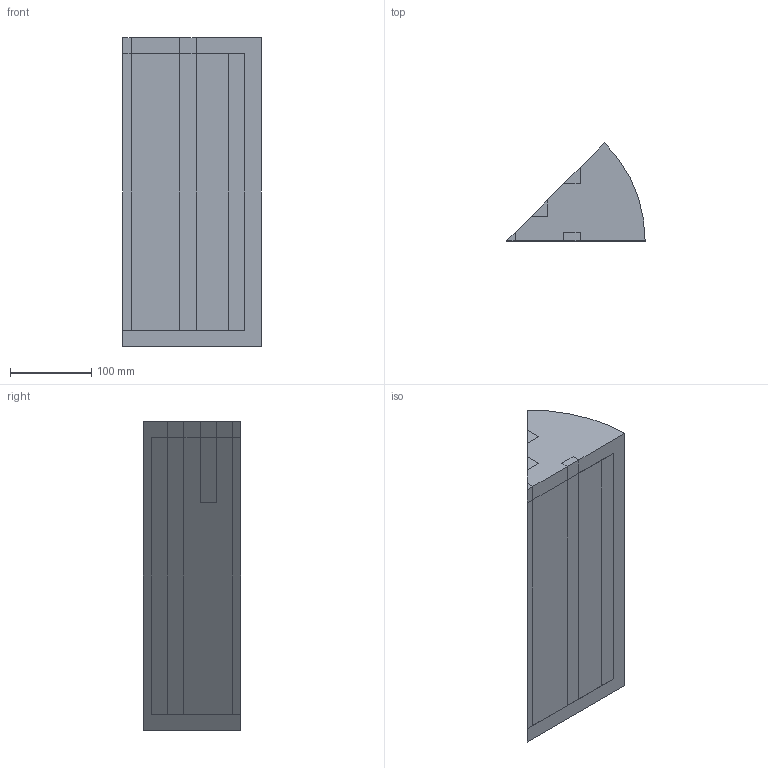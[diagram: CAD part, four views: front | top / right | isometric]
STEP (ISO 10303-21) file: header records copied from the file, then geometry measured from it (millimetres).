
FILE_DESCRIPTION(/* description */ ('STEP AP242','CAx-IF Rec.Pracs.---Representation and Presentation of Product Manufacturing Information (PMI)---4.0---2014-10-13','CAx-IF Rec.Pracs.---3D Tessellated Geometry---0.4---2014-09-14','2;1'),/* implementation_level */ '2;1');
FILE_NAME(/* name */ '65158ed5ce71cf0326bb54c7',/* time_stamp */ '2023-09-28T14:33:58Z',/* author */ (''),/* organization */ (''),/* preprocessor_version */ 'ST-DEVELOPER v19.4',/* originating_system */ ' ',/* authorisation */ ' ');
FILE_SCHEMA (('AP242_MANAGED_MODEL_BASED_3D_ENGINEERING_MIM_LF { 1 0 10303 442 1 1 4 }'));
Length unit declared in the file: metre
Products named in the file (11): fuel1; control rod 1; control rod 3; control rod 3 in refl; control rod 1 in refl; control rod 4 in refl; control rod 4; control rod 5; fuel 2; control rod 5 in refl; reflector
Bounding box: 170 x 120.21 x 380 mm (x, y, z)
Volume: 4312621.3 mm3; surface area: 488034.7 mm2
Topology: 11 solids, 11 shells, 95 faces, 219 edges, 146 vertices
Faces by surface type: plane 94, cylinder 1
Entity records: 2911 total; most frequent: CARTESIAN_POINT 471, ORIENTED_EDGE 438, DIRECTION 433, EDGE_CURVE 219, LINE 217, VECTOR 217, VERTEX_POINT 146, AXIS2_PLACEMENT_3D 108
